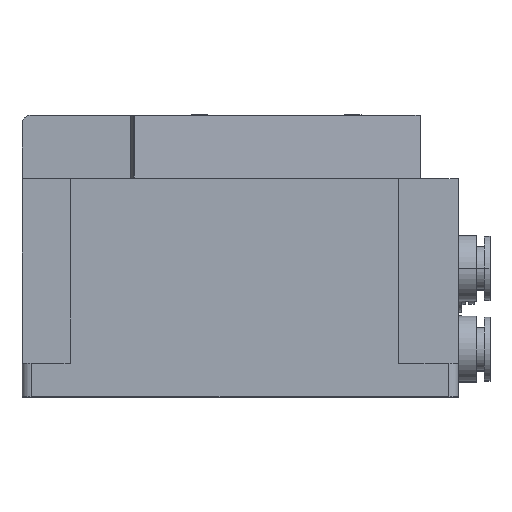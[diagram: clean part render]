
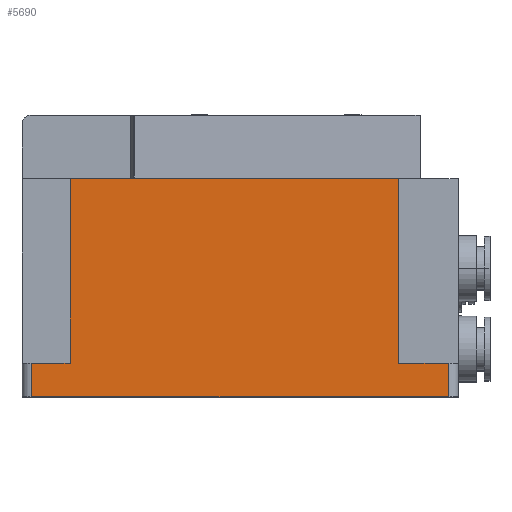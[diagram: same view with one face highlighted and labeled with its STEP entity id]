
A CAD part, top view. The second image highlights one B-rep face of the part: STEP entity #5690.
In plain terms, the highlighted planar face has unit normal (0, 0, 1).
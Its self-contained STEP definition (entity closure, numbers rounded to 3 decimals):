
#15 = EDGE_CURVE ( 'NONE', #548, #7747, #1789, .T. ) ;
#218 = ORIENTED_EDGE ( 'NONE', *, *, #7813, .T. ) ;
#308 = DIRECTION ( 'NONE',  ( 1., 0., 0. ) ) ;
#389 = CARTESIAN_POINT ( 'NONE',  ( -110.9, 56.6, 0. ) ) ;
#419 = ORIENTED_EDGE ( 'NONE', *, *, #2773, .F. ) ;
#466 = DIRECTION ( 'NONE',  ( 1., 0., 0. ) ) ;
#548 = VERTEX_POINT ( 'NONE', #6026 ) ;
#765 = EDGE_CURVE ( 'NONE', #7123, #7699, #4318, .T. ) ;
#867 = VERTEX_POINT ( 'NONE', #5741 ) ;
#1040 = DIRECTION ( 'NONE',  ( -1., 0., 0. ) ) ;
#1065 = CARTESIAN_POINT ( 'NONE',  ( -110.9, 0., 0. ) ) ;
#1072 = EDGE_CURVE ( 'NONE', #1750, #548, #1792, .T. ) ;
#1570 = CARTESIAN_POINT ( 'NONE',  ( -2.5, 0., 0. ) ) ;
#1605 = VECTOR ( 'NONE', #5134, 1000. ) ;
#1613 = EDGE_CURVE ( 'NONE', #4065, #867, #5875, .T. ) ;
#1713 = CARTESIAN_POINT ( 'NONE',  ( -100.9, 8.7, 0. ) ) ;
#1750 = VERTEX_POINT ( 'NONE', #3242 ) ;
#1789 = LINE ( 'NONE', #5808, #1605 ) ;
#1792 = LINE ( 'NONE', #7005, #1988 ) ;
#1891 = ORIENTED_EDGE ( 'NONE', *, *, #1072, .F. ) ;
#1937 = DIRECTION ( 'NONE',  ( 0., 1., 0. ) ) ;
#1988 = VECTOR ( 'NONE', #308, 1000. ) ;
#2186 = ORIENTED_EDGE ( 'NONE', *, *, #15, .F. ) ;
#2204 = DIRECTION ( 'NONE',  ( 0., 1., 0. ) ) ;
#2258 = PLANE ( 'NONE',  #4608 ) ;
#2396 = EDGE_CURVE ( 'NONE', #7123, #7747, #5639, .T. ) ;
#2505 = VECTOR ( 'NONE', #5667, 1000. ) ;
#2545 = CARTESIAN_POINT ( 'NONE',  ( -15.5, 56.6, 0. ) ) ;
#2593 = LINE ( 'NONE', #4468, #2505 ) ;
#2773 = EDGE_CURVE ( 'NONE', #867, #4677, #2593, .T. ) ;
#3242 = CARTESIAN_POINT ( 'NONE',  ( -15.5, 8.7, 0. ) ) ;
#4062 = CARTESIAN_POINT ( 'NONE',  ( -15.5, 8.7, 0. ) ) ;
#4065 = VERTEX_POINT ( 'NONE', #1713 ) ;
#4083 = EDGE_CURVE ( 'NONE', #7699, #4065, #4827, .T. ) ;
#4232 = VECTOR ( 'NONE', #6814, 1000. ) ;
#4318 = LINE ( 'NONE', #7348, #4232 ) ;
#4370 = ORIENTED_EDGE ( 'NONE', *, *, #2396, .T. ) ;
#4468 = CARTESIAN_POINT ( 'NONE',  ( -110.9, 56.6, 0. ) ) ;
#4608 = AXIS2_PLACEMENT_3D ( 'NONE', #389, #4738, #1040 ) ;
#4677 = VERTEX_POINT ( 'NONE', #2545 ) ;
#4723 = VECTOR ( 'NONE', #466, 1000. ) ;
#4738 = DIRECTION ( 'NONE',  ( 0., 0., -1. ) ) ;
#4794 = CARTESIAN_POINT ( 'NONE',  ( -110.9, 0., 0. ) ) ;
#4799 = CARTESIAN_POINT ( 'NONE',  ( -110.9, 8.7, 0. ) ) ;
#4804 = EDGE_LOOP ( 'NONE', ( #7775, #6267, #4370, #2186, #1891, #218, #419, #6333 ) ) ;
#4827 = LINE ( 'NONE', #4799, #4723 ) ;
#5134 = DIRECTION ( 'NONE',  ( 0., -1., 0. ) ) ;
#5515 = VECTOR ( 'NONE', #1937, 1000. ) ;
#5549 = VECTOR ( 'NONE', #6522, 1000. ) ;
#5639 = LINE ( 'NONE', #1065, #5549 ) ;
#5667 = DIRECTION ( 'NONE',  ( 1., 0., 0. ) ) ;
#5690 = ADVANCED_FACE ( 'NONE', ( #7375 ), #2258, .F. ) ;
#5741 = CARTESIAN_POINT ( 'NONE',  ( -100.9, 56.6, 0. ) ) ;
#5760 = CARTESIAN_POINT ( 'NONE',  ( -110.9, 8.7, 0. ) ) ;
#5808 = CARTESIAN_POINT ( 'NONE',  ( -2.5, 56.6, 0. ) ) ;
#5875 = LINE ( 'NONE', #7299, #5515 ) ;
#6026 = CARTESIAN_POINT ( 'NONE',  ( -2.5, 8.7, 0. ) ) ;
#6267 = ORIENTED_EDGE ( 'NONE', *, *, #765, .F. ) ;
#6333 = ORIENTED_EDGE ( 'NONE', *, *, #1613, .F. ) ;
#6522 = DIRECTION ( 'NONE',  ( 1., 0., 0. ) ) ;
#6725 = VECTOR ( 'NONE', #2204, 1000. ) ;
#6814 = DIRECTION ( 'NONE',  ( 0., 1., 0. ) ) ;
#7005 = CARTESIAN_POINT ( 'NONE',  ( -110.9, 8.7, 0. ) ) ;
#7079 = LINE ( 'NONE', #4062, #6725 ) ;
#7123 = VERTEX_POINT ( 'NONE', #4794 ) ;
#7299 = CARTESIAN_POINT ( 'NONE',  ( -100.9, 56.6, 0. ) ) ;
#7348 = CARTESIAN_POINT ( 'NONE',  ( -110.9, 56.6, 0. ) ) ;
#7375 = FACE_OUTER_BOUND ( 'NONE', #4804, .T. ) ;
#7699 = VERTEX_POINT ( 'NONE', #5760 ) ;
#7747 = VERTEX_POINT ( 'NONE', #1570 ) ;
#7775 = ORIENTED_EDGE ( 'NONE', *, *, #4083, .F. ) ;
#7813 = EDGE_CURVE ( 'NONE', #1750, #4677, #7079, .T. ) ;
